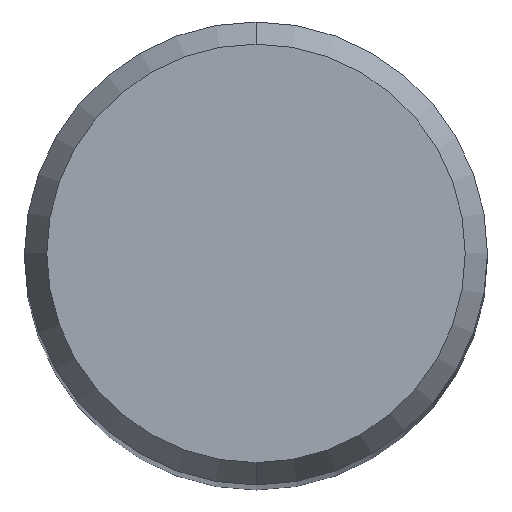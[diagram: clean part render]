
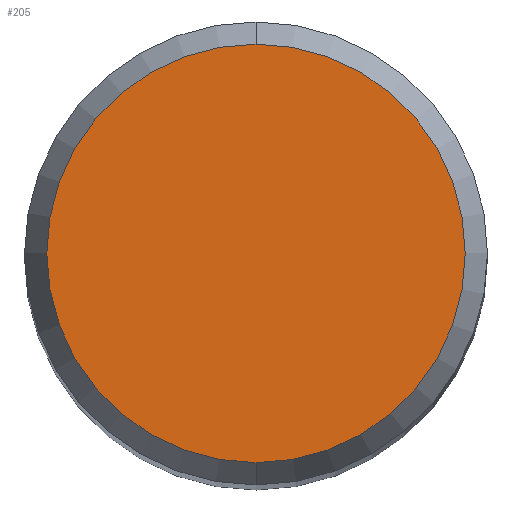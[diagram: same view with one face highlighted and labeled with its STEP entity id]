
A CAD part, top view. The second image highlights one B-rep face of the part: STEP entity #205.
In plain terms, the highlighted planar face has unit normal (0, 0, 1).
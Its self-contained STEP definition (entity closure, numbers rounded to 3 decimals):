
#117=EDGE_CURVE('',#225,#135,#271,.T.);
#135=VERTEX_POINT('',#290);
#205=ADVANCED_FACE('',(#371),#372,.T.);
#213=EDGE_CURVE('',#135,#225,#381,.T.);
#225=VERTEX_POINT('',#393);
#271=CIRCLE('',#436,2.158);
#290=CARTESIAN_POINT('',(0.,-2.158,0.));
#371=FACE_OUTER_BOUND('',#564,.T.);
#372=PLANE('',#565);
#381=CIRCLE('',#577,2.158);
#393=CARTESIAN_POINT('',(0.0,2.158,0.));
#436=AXIS2_PLACEMENT_3D('',#631,#632,#633);
#564=EDGE_LOOP('',(#766,#767));
#565=AXIS2_PLACEMENT_3D('',#768,#769,#770);
#577=AXIS2_PLACEMENT_3D('',#778,#779,#780);
#631=CARTESIAN_POINT('',(0.0,0.0,0.));
#632=DIRECTION('',(0.0,0.0,-1.0));
#633=DIRECTION('',(0.0,1.0,0.0));
#766=ORIENTED_EDGE('',*,*,#117,.F.);
#767=ORIENTED_EDGE('',*,*,#213,.F.);
#768=CARTESIAN_POINT('',(0.0,1.079,0.));
#769=DIRECTION('',(-0.0,0.0,1.0));
#770=DIRECTION('',(0.0,-1.0,0.0));
#778=CARTESIAN_POINT('',(0.0,0.0,0.));
#779=DIRECTION('',(0.0,0.0,-1.0));
#780=DIRECTION('',(0.0,1.0,0.0));
